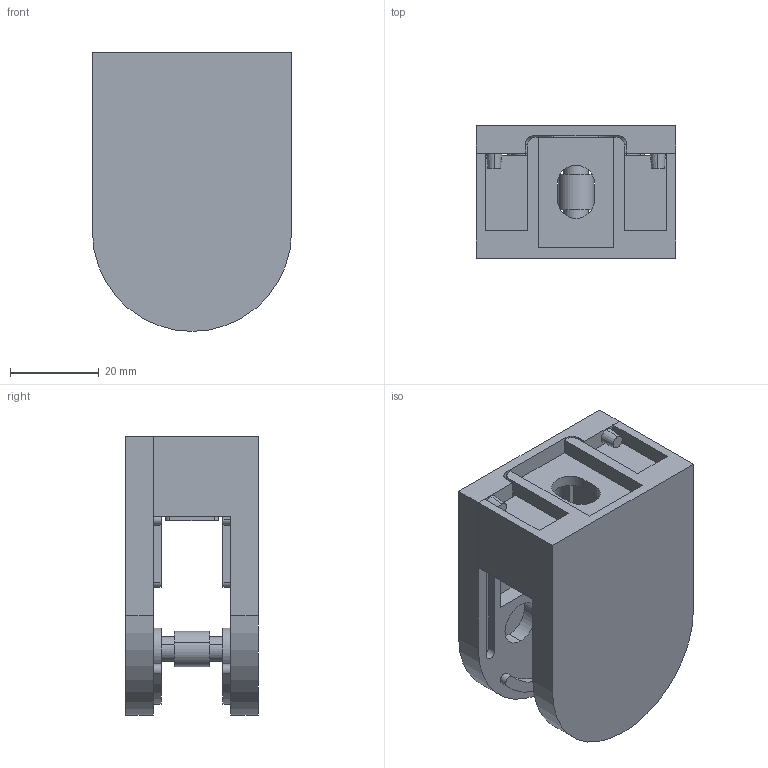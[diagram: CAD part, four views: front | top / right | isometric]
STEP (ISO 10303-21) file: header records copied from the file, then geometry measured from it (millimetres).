
FILE_DESCRIPTION (( 'STEP AP203' ), '1' );
FILE_NAME ('A_2500-000.STEP', '2019-02-14T11:34:05', ( '' ), ( '' ), 'SwSTEP 2.0', 'SolidWorks 2013', '' );
FILE_SCHEMA (( 'CONFIG_CONTROL_DESIGN' ));
Length unit declared in the file: millimetre
Products named in the file (5): A_2500-000.P1; A_2500-000; A_2500-000.P2; Skrutka DIN 7991_Skrutka M 6x 16; A_2500-000.P3
Assembly tree (5 placements, depth 2):
  A_2500-000
    A_2500-000.P2
    A_2500-000.P1
    A_2500-000.P3
    Skrutka DIN 7991_Skrutka M 6x 16  x2
Bounding box: 45 x 30 x 63 mm (x, y, z)
Volume: 35184 mm3; surface area: 22568.7 mm2
Topology: 8 solids, 8 shells, 281 faces, 679 edges, 436 vertices
Faces by surface type: plane 140, cylinder 105, cone 32, torus 4
Entity records: 8288 total; most frequent: DIRECTION 1409, CARTESIAN_POINT 1331, ORIENTED_EDGE 1278, EDGE_CURVE 639, AXIS2_PLACEMENT_3D 500, VERTEX_POINT 414, VECTOR 409, LINE 409
